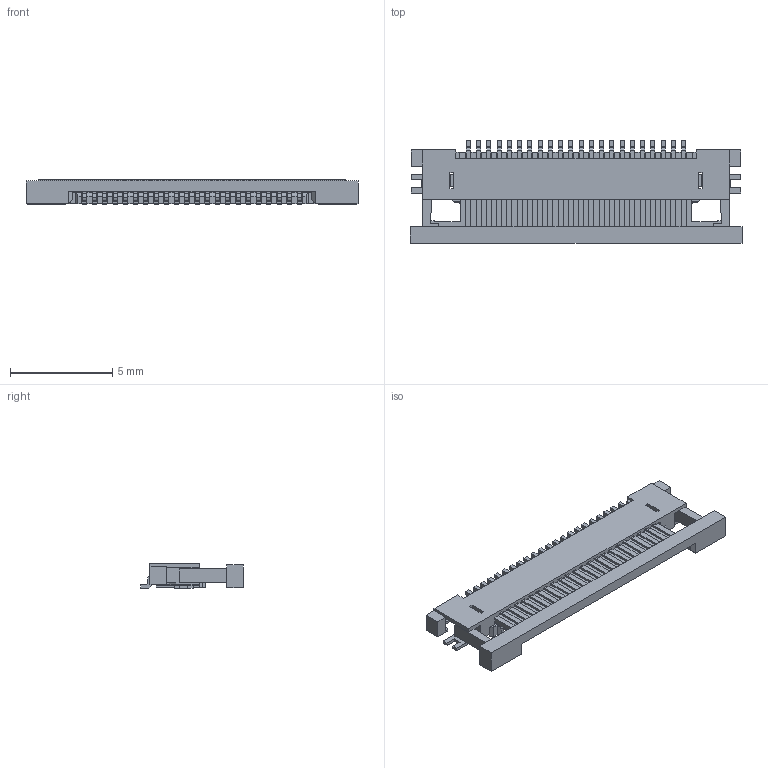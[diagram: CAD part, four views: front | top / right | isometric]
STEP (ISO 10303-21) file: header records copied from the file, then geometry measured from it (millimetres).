
FILE_DESCRIPTION(('FreeCAD Model'),'2;1');
FILE_NAME('Molex_54548-2271.step','2022-01-10T07:34:08',( 'kicad StepUp'),('ksu MCAD'),'Open CASCADE STEP processor 7.3', 'FreeCAD','Unknown');
FILE_SCHEMA(('AUTOMOTIVE_DESIGN { 1 0 10303 214 1 1 1 1 }'));
Length unit declared in the file: millimetre
Products named in the file (1): Molex_54548-2271
Bounding box: 16.2 x 5 x 1.2 mm (x, y, z)
Volume: 41.3 mm3; surface area: 421.3 mm2
Topology: 1 solids, 1 shells, 1331 faces, 4085 edges, 2704 vertices
Faces by surface type: plane 1170, cylinder 161
Entity records: 54328 total; most frequent: ORIENTED_EDGE 8170, CARTESIAN_POINT 8137, DIRECTION 7065, EDGE_CURVE 4085, LINE 3761, VECTOR 3761, VERTEX_POINT 2704, AXIS2_PLACEMENT_3D 1652
